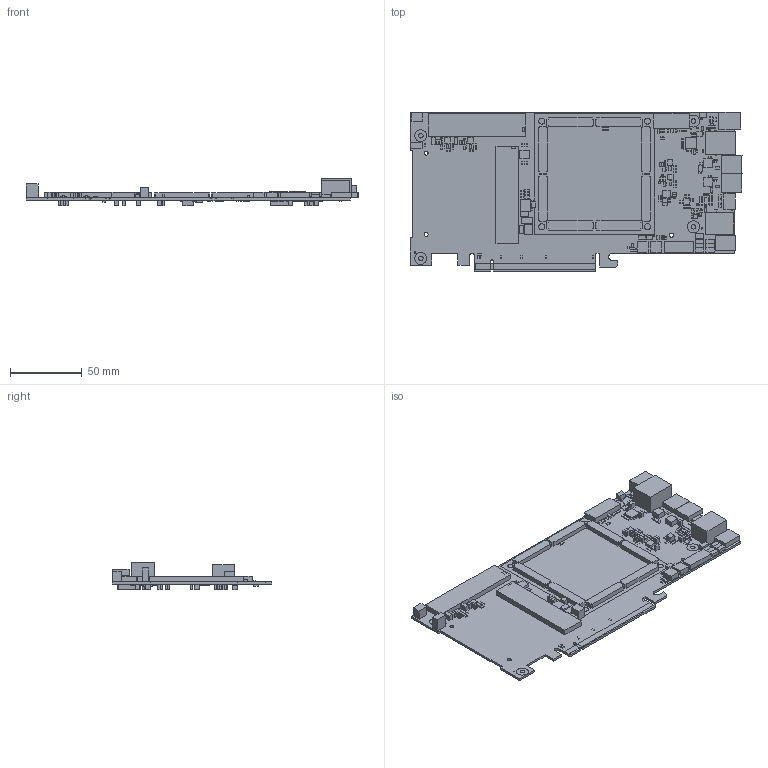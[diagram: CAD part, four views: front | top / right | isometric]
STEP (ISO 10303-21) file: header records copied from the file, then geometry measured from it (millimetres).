
FILE_DESCRIPTION(/* description */ ('PCB Design'),/* implementation_level */ '2;1');
FILE_NAME(/* name */ 'Z19-P-1step',/* time_stamp */ '2023-04-13T18:08:05+08:00',/* author */ ('ALINX92'),/* organization */ (''),/* preprocessor_version */ 'ST-DEVELOPER v15',/* originating_system */ 'allegro_16.6-2015S099',/* authorisation */ '');
FILE_SCHEMA (('AUTOMOTIVE_DESIGN'));
Length unit declared in the file: millimetre
Products named in the file (70): Z19-P-STEP; BOARD; COMPONENTS; FAN; FID_C40M80; MARK1_5; PCIE_16LANE_EDGE; MH_250H125; R0603; SMA_P; TS-026-3_3D8; ASP_134486_MAIN_FEMALE_S_1; LED_D3_WX2; H2X1; ASP_134486_MAIN_FEMALE_S; R0805; MICRO8; L0603; OSC6-3225; 8S1_SOIC8; SX2-1205; QFN40; USB3320C; C1206; AXK6A2337YG; CON2_1_27P; XH2-2_54_WHITE; D7343; R1210; FCTSOT23-6; QFN24_RTW; SOT-223; L5_4X5_2; L4_4X4_2; PVQFN-N16; MICRO_SD; MDT420M02001_PCIE; JTAG-10; QFN24-050-4X4-H2R7; C0805 ...
Assembly tree (570 placements, depth 3):
  Z19-P-STEP
    BOARD
    COMPONENTS
      FAN
      FID_C40M80
      MARK1_5
      PCIE_16LANE_EDGE
      MH_250H125  x4
      R0603  x4
      SMA_P  x2
      TS-026-3_3D8
      ASP_134486_MAIN_FEMALE_S_1
      LED_D3_WX2
      H2X1  x2
      ASP_134486_MAIN_FEMALE_S
      R0805  x6
      MICRO8
      L0603  x2
      OSC6-3225  x2
      8S1_SOIC8
      SX2-1205
      QFN40
      USB3320C
      C1206
      AXK6A2337YG  x8
      CON2_1_27P
      XH2-2_54_WHITE  x2
      D7343
      R1210
      FCTSOT23-6
      QFN24_RTW
      SOT-223
      L5_4X5_2
      L4_4X4_2  x4
      PVQFN-N16
      MICRO_SD
      MDT420M02001_PCIE
      JTAG-10
      QFN24-050-4X4-H2R7
      C0805  x39
      SON10_3X3
      TSSOP_14
      4P4_1_27MM
      BAS16XV2T1G  x2
      WLCSP12
      SOT23-3  x6
      QFN_7X7
      SOT-23  x3
      DO-214AC  x7
      FUSE_1812
      CON_MOL_5569_6P
      WQFN30
      TSSOP8  x2
      LL0603  x11
      GE_RJ45
      SOT23-5
      LED_0805  x5
      QFN-28  x2
      SOD-123
      C0402  x211
Bounding box: 231.23 x 111.15 x 18.81 mm (x, y, z)
Surface area: 92585.5 mm2 (no closed solid volume)
Topology: 0 solids, 570 shells, 3804 faces, 8718 edges, 5332 vertices
Faces by surface type: plane 3485, cylinder 319
Entity records: 29580 total; most frequent: ORIENTED_EDGE 3816, CARTESIAN_POINT 3118, DIRECTION 3030, AXIS2_PLACEMENT_3D 2488, EDGE_CURVE 2116, VERTEX_POINT 1688, VECTOR 1542, LINE 1542
